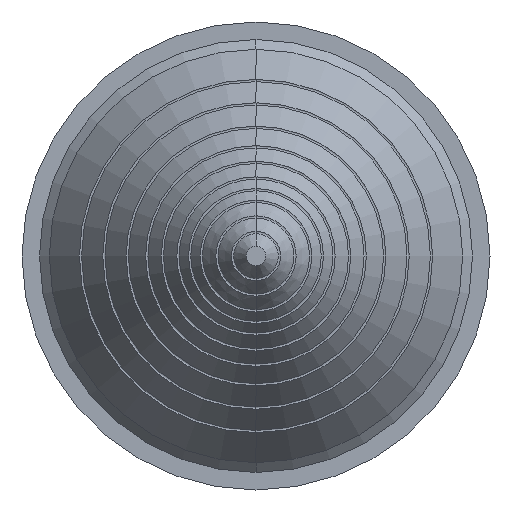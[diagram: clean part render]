
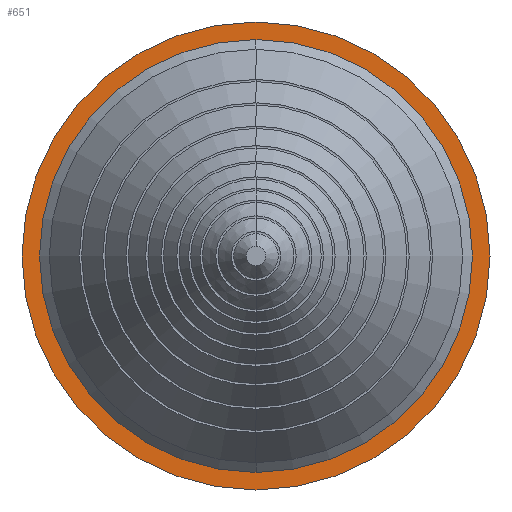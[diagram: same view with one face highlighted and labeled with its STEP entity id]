
A CAD part, left-side view. The second image highlights one B-rep face of the part: STEP entity #651.
In plain terms, the highlighted planar face has unit normal (-1, 0, 0).
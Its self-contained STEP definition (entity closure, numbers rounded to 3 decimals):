
#312 = CIRCLE ( 'NONE', #2189, 60. ) ;
#316 = CIRCLE ( 'NONE', #2191, 53. ) ;
#326 = CIRCLE ( 'NONE', #2192, 53. ) ;
#574 = EDGE_CURVE ( 'NONE', #1226, #1225, #1324, .T. ) ;
#591 = AXIS2_PLACEMENT_3D ( 'NONE', #1890, #1889, #1888 ) ;
#651 = ADVANCED_FACE ( 'NONE', ( #1267, #1272 ), #2087, .F. ) ;
#718 = EDGE_LOOP ( 'NONE', ( #1565, #1566 ) ) ;
#919 = EDGE_LOOP ( 'NONE', ( #1567, #1568 ) ) ;
#1205 = VERTEX_POINT ( 'NONE', #1869 ) ;
#1208 = VERTEX_POINT ( 'NONE', #1864 ) ;
#1225 = VERTEX_POINT ( 'NONE', #1845 ) ;
#1226 = VERTEX_POINT ( 'NONE', #1842 ) ;
#1267 = FACE_BOUND ( 'NONE', #718, .T. ) ;
#1272 = FACE_OUTER_BOUND ( 'NONE', #919, .T. ) ;
#1324 = CIRCLE ( 'NONE', #591, 60. ) ;
#1519 = EDGE_CURVE ( 'NONE', #1205, #1208, #326, .T. ) ;
#1520 = EDGE_CURVE ( 'NONE', #1208, #1205, #316, .T. ) ;
#1523 = EDGE_CURVE ( 'NONE', #1225, #1226, #312, .T. ) ;
#1565 = ORIENTED_EDGE ( 'NONE', *, *, #1519, .F. ) ;
#1566 = ORIENTED_EDGE ( 'NONE', *, *, #1520, .F. ) ;
#1567 = ORIENTED_EDGE ( 'NONE', *, *, #574, .T. ) ;
#1568 = ORIENTED_EDGE ( 'NONE', *, *, #1523, .T. ) ;
#1718 = DIRECTION ( 'NONE',  ( 0., 0., 1. ) ) ;
#1719 = DIRECTION ( 'NONE',  ( -1., 0., 0. ) ) ;
#1721 = CARTESIAN_POINT ( 'NONE',  ( 29.373, 0., 0. ) ) ;
#1751 = DIRECTION ( 'NONE',  ( 0., 0., 1. ) ) ;
#1752 = DIRECTION ( 'NONE',  ( -1., 0., 0. ) ) ;
#1753 = CARTESIAN_POINT ( 'NONE',  ( 29.373, 0., 0. ) ) ;
#1755 = DIRECTION ( 'NONE',  ( 0., 0., 1. ) ) ;
#1756 = DIRECTION ( 'NONE',  ( -1., 0., 0. ) ) ;
#1759 = CARTESIAN_POINT ( 'NONE',  ( 29.373, 0., 0. ) ) ;
#1842 = CARTESIAN_POINT ( 'NONE',  ( 29.373, 0., 60. ) ) ;
#1845 = CARTESIAN_POINT ( 'NONE',  ( 29.373, 0., -60. ) ) ;
#1864 = CARTESIAN_POINT ( 'NONE',  ( 29.373, 0., -53. ) ) ;
#1869 = CARTESIAN_POINT ( 'NONE',  ( 29.373, 0., 53. ) ) ;
#1888 = DIRECTION ( 'NONE',  ( 0., 0., 1. ) ) ;
#1889 = DIRECTION ( 'NONE',  ( -1., 0., 0. ) ) ;
#1890 = CARTESIAN_POINT ( 'NONE',  ( 29.373, 0., 0. ) ) ;
#2078 = DIRECTION ( 'NONE',  ( 0., 0., -1. ) ) ;
#2079 = DIRECTION ( 'NONE',  ( 1., 0., 0. ) ) ;
#2087 = PLANE ( 'NONE',  #2157 ) ;
#2096 = CARTESIAN_POINT ( 'NONE',  ( 29.373, 73.5, 0. ) ) ;
#2157 = AXIS2_PLACEMENT_3D ( 'NONE', #2096, #2079, #2078 ) ;
#2189 = AXIS2_PLACEMENT_3D ( 'NONE', #1721, #1719, #1718 ) ;
#2191 = AXIS2_PLACEMENT_3D ( 'NONE', #1753, #1752, #1751 ) ;
#2192 = AXIS2_PLACEMENT_3D ( 'NONE', #1759, #1756, #1755 ) ;
